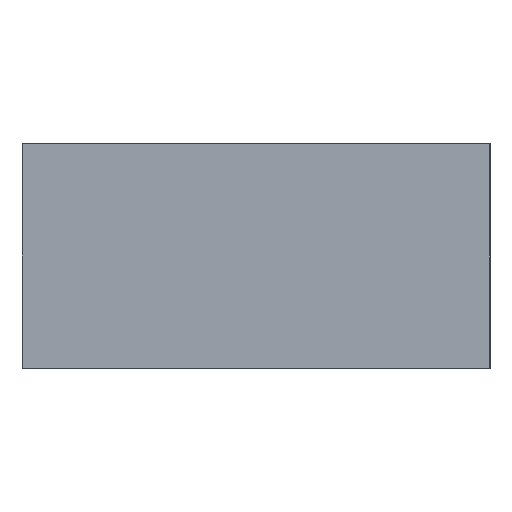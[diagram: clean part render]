
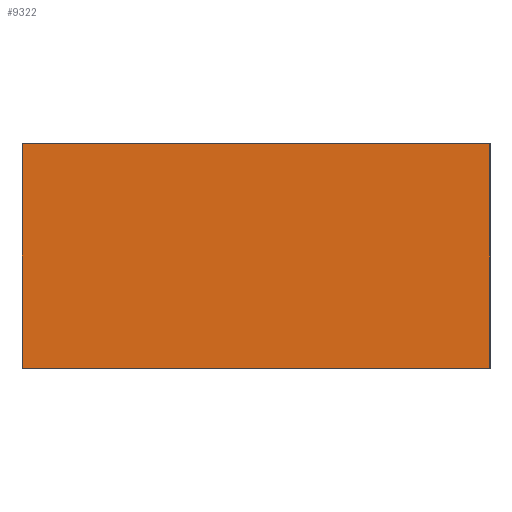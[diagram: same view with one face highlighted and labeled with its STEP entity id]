
A CAD part, left-side view. The second image highlights one B-rep face of the part: STEP entity #9322.
In plain terms, the highlighted planar face has unit normal (-1, 0, 0).
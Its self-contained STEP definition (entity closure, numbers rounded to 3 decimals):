
#516 = PLANE('',#517);
#517 = AXIS2_PLACEMENT_3D('',#518,#519,#520);
#518 = CARTESIAN_POINT('',(-0.6,0.625,0.6));
#519 = DIRECTION('',(0.,0.,-1.));
#520 = DIRECTION('',(-1.,0.,0.));
#4332 = VERTEX_POINT('',#4333);
#4333 = CARTESIAN_POINT('',(-1.,-0.625,0.6));
#4347 = PLANE('',#4348);
#4348 = AXIS2_PLACEMENT_3D('',#4349,#4350,#4351);
#4349 = CARTESIAN_POINT('',(-0.6,-0.625,0.59));
#4350 = DIRECTION('',(0.,1.,0.));
#4351 = DIRECTION('',(-1.,0.,0.));
#4359 = EDGE_CURVE('',#4360,#4332,#4362,.T.);
#4360 = VERTEX_POINT('',#4361);
#4361 = CARTESIAN_POINT('',(-1.,0.625,0.6));
#4362 = SURFACE_CURVE('',#4363,(#4367,#4374),.PCURVE_S1.);
#4363 = LINE('',#4364,#4365);
#4364 = CARTESIAN_POINT('',(-1.,0.625,0.6));
#4365 = VECTOR('',#4366,1.);
#4366 = DIRECTION('',(0.,-1.,0.));
#4367 = PCURVE('',#516,#4368);
#4368 = DEFINITIONAL_REPRESENTATION('',(#4369),#4373);
#4369 = LINE('',#4370,#4371);
#4370 = CARTESIAN_POINT('',(0.4,0.));
#4371 = VECTOR('',#4372,1.);
#4372 = DIRECTION('',(0.,-1.));
#4373 = ( GEOMETRIC_REPRESENTATION_CONTEXT(2) 
PARAMETRIC_REPRESENTATION_CONTEXT() REPRESENTATION_CONTEXT('2D SPACE',''
  ) );
#4374 = PCURVE('',#4375,#4380);
#4375 = PLANE('',#4376);
#4376 = AXIS2_PLACEMENT_3D('',#4377,#4378,#4379);
#4377 = CARTESIAN_POINT('',(-1.,0.625,0.6));
#4378 = DIRECTION('',(1.,0.,0.));
#4379 = DIRECTION('',(0.,1.,0.));
#4380 = DEFINITIONAL_REPRESENTATION('',(#4381),#4385);
#4381 = LINE('',#4382,#4383);
#4382 = CARTESIAN_POINT('',(0.,0.));
#4383 = VECTOR('',#4384,1.);
#4384 = DIRECTION('',(-1.,0.));
#4385 = ( GEOMETRIC_REPRESENTATION_CONTEXT(2) 
PARAMETRIC_REPRESENTATION_CONTEXT() REPRESENTATION_CONTEXT('2D SPACE',''
  ) );
#4403 = PLANE('',#4404);
#4404 = AXIS2_PLACEMENT_3D('',#4405,#4406,#4407);
#4405 = CARTESIAN_POINT('',(-0.6,0.625,0.59));
#4406 = DIRECTION('',(0.,1.,0.));
#4407 = DIRECTION('',(-1.,0.,0.));
#9273 = VERTEX_POINT('',#9274);
#9274 = CARTESIAN_POINT('',(-1.,-0.625,0.));
#9288 = PLANE('',#9289);
#9289 = AXIS2_PLACEMENT_3D('',#9290,#9291,#9292);
#9290 = CARTESIAN_POINT('',(-1.,0.625,0.));
#9291 = DIRECTION('',(0.,0.,1.));
#9292 = DIRECTION('',(1.,0.,0.));
#9300 = EDGE_CURVE('',#9273,#4332,#9301,.T.);
#9301 = SURFACE_CURVE('',#9302,(#9306,#9313),.PCURVE_S1.);
#9302 = LINE('',#9303,#9304);
#9303 = CARTESIAN_POINT('',(-1.,-0.625,0.6));
#9304 = VECTOR('',#9305,1.);
#9305 = DIRECTION('',(0.,0.,1.));
#9306 = PCURVE('',#4347,#9307);
#9307 = DEFINITIONAL_REPRESENTATION('',(#9308),#9312);
#9308 = LINE('',#9309,#9310);
#9309 = CARTESIAN_POINT('',(0.4,0.01));
#9310 = VECTOR('',#9311,1.);
#9311 = DIRECTION('',(0.,1.));
#9312 = ( GEOMETRIC_REPRESENTATION_CONTEXT(2) 
PARAMETRIC_REPRESENTATION_CONTEXT() REPRESENTATION_CONTEXT('2D SPACE',''
  ) );
#9313 = PCURVE('',#4375,#9314);
#9314 = DEFINITIONAL_REPRESENTATION('',(#9315),#9319);
#9315 = LINE('',#9316,#9317);
#9316 = CARTESIAN_POINT('',(-1.25,0.));
#9317 = VECTOR('',#9318,1.);
#9318 = DIRECTION('',(0.,1.));
#9319 = ( GEOMETRIC_REPRESENTATION_CONTEXT(2) 
PARAMETRIC_REPRESENTATION_CONTEXT() REPRESENTATION_CONTEXT('2D SPACE',''
  ) );
#9322 = ADVANCED_FACE('',(#9323),#4375,.F.);
#9323 = FACE_BOUND('',#9324,.T.);
#9324 = EDGE_LOOP('',(#9325,#9326,#9327,#9350));
#9325 = ORIENTED_EDGE('',*,*,#9300,.T.);
#9326 = ORIENTED_EDGE('',*,*,#4359,.F.);
#9327 = ORIENTED_EDGE('',*,*,#9328,.F.);
#9328 = EDGE_CURVE('',#9329,#4360,#9331,.T.);
#9329 = VERTEX_POINT('',#9330);
#9330 = CARTESIAN_POINT('',(-1.,0.625,0.));
#9331 = SURFACE_CURVE('',#9332,(#9336,#9343),.PCURVE_S1.);
#9332 = LINE('',#9333,#9334);
#9333 = CARTESIAN_POINT('',(-1.,0.625,0.6));
#9334 = VECTOR('',#9335,1.);
#9335 = DIRECTION('',(0.,0.,1.));
#9336 = PCURVE('',#4375,#9337);
#9337 = DEFINITIONAL_REPRESENTATION('',(#9338),#9342);
#9338 = LINE('',#9339,#9340);
#9339 = CARTESIAN_POINT('',(0.,0.));
#9340 = VECTOR('',#9341,1.);
#9341 = DIRECTION('',(0.,1.));
#9342 = ( GEOMETRIC_REPRESENTATION_CONTEXT(2) 
PARAMETRIC_REPRESENTATION_CONTEXT() REPRESENTATION_CONTEXT('2D SPACE',''
  ) );
#9343 = PCURVE('',#4403,#9344);
#9344 = DEFINITIONAL_REPRESENTATION('',(#9345),#9349);
#9345 = LINE('',#9346,#9347);
#9346 = CARTESIAN_POINT('',(0.4,0.01));
#9347 = VECTOR('',#9348,1.);
#9348 = DIRECTION('',(0.,1.));
#9349 = ( GEOMETRIC_REPRESENTATION_CONTEXT(2) 
PARAMETRIC_REPRESENTATION_CONTEXT() REPRESENTATION_CONTEXT('2D SPACE',''
  ) );
#9350 = ORIENTED_EDGE('',*,*,#9351,.T.);
#9351 = EDGE_CURVE('',#9329,#9273,#9352,.T.);
#9352 = SURFACE_CURVE('',#9353,(#9357,#9364),.PCURVE_S1.);
#9353 = LINE('',#9354,#9355);
#9354 = CARTESIAN_POINT('',(-1.,0.625,0.));
#9355 = VECTOR('',#9356,1.);
#9356 = DIRECTION('',(0.,-1.,0.));
#9357 = PCURVE('',#4375,#9358);
#9358 = DEFINITIONAL_REPRESENTATION('',(#9359),#9363);
#9359 = LINE('',#9360,#9361);
#9360 = CARTESIAN_POINT('',(0.,-0.6));
#9361 = VECTOR('',#9362,1.);
#9362 = DIRECTION('',(-1.,0.));
#9363 = ( GEOMETRIC_REPRESENTATION_CONTEXT(2) 
PARAMETRIC_REPRESENTATION_CONTEXT() REPRESENTATION_CONTEXT('2D SPACE',''
  ) );
#9364 = PCURVE('',#9288,#9365);
#9365 = DEFINITIONAL_REPRESENTATION('',(#9366),#9370);
#9366 = LINE('',#9367,#9368);
#9367 = CARTESIAN_POINT('',(0.,0.));
#9368 = VECTOR('',#9369,1.);
#9369 = DIRECTION('',(0.,-1.));
#9370 = ( GEOMETRIC_REPRESENTATION_CONTEXT(2) 
PARAMETRIC_REPRESENTATION_CONTEXT() REPRESENTATION_CONTEXT('2D SPACE',''
  ) );
